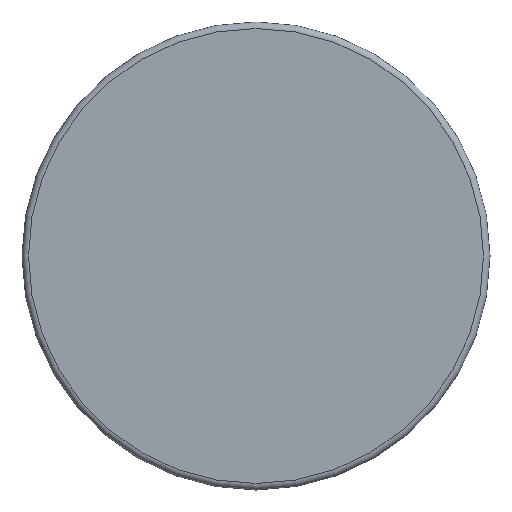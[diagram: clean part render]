
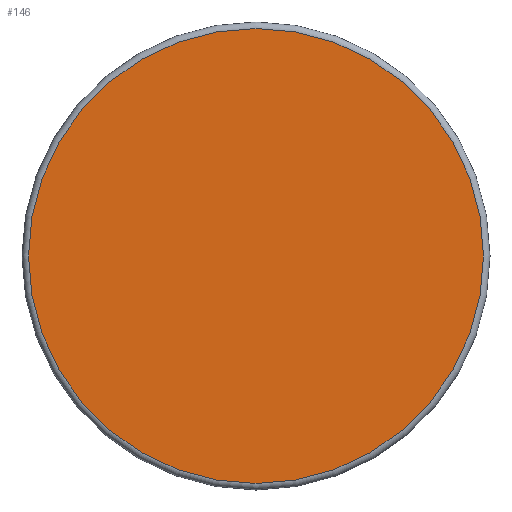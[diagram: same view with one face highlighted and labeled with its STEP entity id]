
A CAD part, front view. The second image highlights one B-rep face of the part: STEP entity #146.
In plain terms, the highlighted planar face has unit normal (0, -1, 0).
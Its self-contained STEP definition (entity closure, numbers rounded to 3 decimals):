
#19=PLANE('',#180);
#39=FACE_OUTER_BOUND('',#51,.T.);
#51=EDGE_LOOP('',(#122));
#67=CIRCLE('',#178,8.75);
#80=VERTEX_POINT('',#267);
#94=EDGE_CURVE('',#80,#80,#67,.T.);
#122=ORIENTED_EDGE('',*,*,#94,.F.);
#146=ADVANCED_FACE('',(#39),#19,.T.);
#178=AXIS2_PLACEMENT_3D('',#268,#217,#218);
#180=AXIS2_PLACEMENT_3D('',#270,#221,#222);
#217=DIRECTION('center_axis',(0.,1.,0.));
#218=DIRECTION('ref_axis',(1.,0.,0.));
#221=DIRECTION('center_axis',(0.,-1.,0.));
#222=DIRECTION('ref_axis',(1.,0.,0.));
#267=CARTESIAN_POINT('',(40.977,-36.442,19.904));
#268=CARTESIAN_POINT('Origin',(40.977,-36.442,11.154));
#270=CARTESIAN_POINT('Origin',(40.977,-36.442,11.154));
